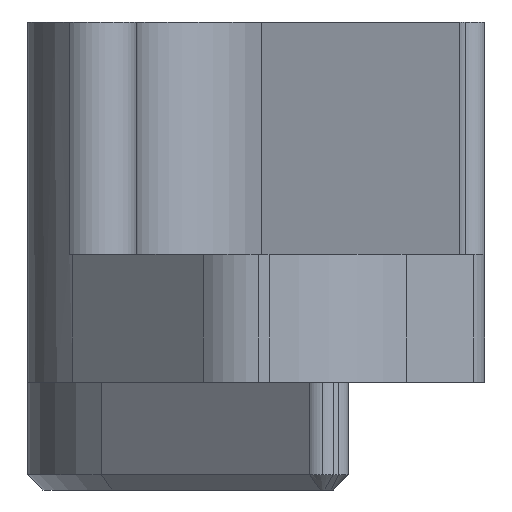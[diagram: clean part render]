
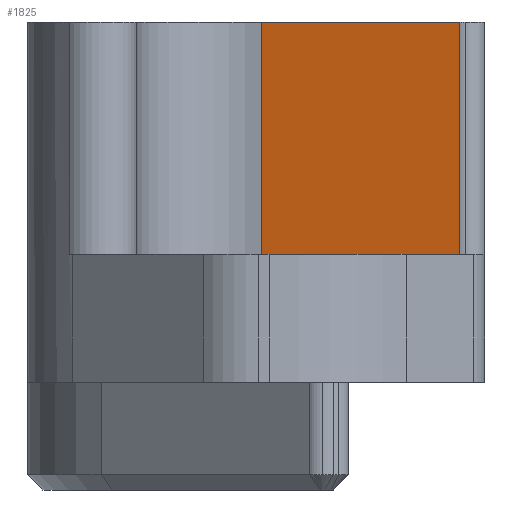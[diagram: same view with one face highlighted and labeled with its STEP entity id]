
A CAD part, left-side view. The second image highlights one B-rep face of the part: STEP entity #1825.
In plain terms, the highlighted planar face has unit normal (-0.956, 0.292, 0).
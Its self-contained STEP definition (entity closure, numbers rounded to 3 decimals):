
#51 = CARTESIAN_POINT ( 'NONE',  ( -10.685, -24.848, 3.3 ) ) ;
#73 = VERTEX_POINT ( 'NONE', #1220 ) ;
#92 = LINE ( 'NONE', #1129, #2200 ) ;
#143 = ORIENTED_EDGE ( 'NONE', *, *, #245, .T. ) ;
#245 = EDGE_CURVE ( 'NONE', #73, #2349, #2579, .T. ) ;
#539 = DIRECTION ( 'NONE',  ( 0., 0., -1. ) ) ;
#680 = DIRECTION ( 'NONE',  ( 0., 0., 1. ) ) ;
#783 = CARTESIAN_POINT ( 'NONE',  ( -13.381, -33.666, 3.3 ) ) ;
#826 = ORIENTED_EDGE ( 'NONE', *, *, #2525, .T. ) ;
#890 = ORIENTED_EDGE ( 'NONE', *, *, #2467, .F. ) ;
#909 = DIRECTION ( 'NONE',  ( 0., 0., -1. ) ) ;
#953 = VECTOR ( 'NONE', #680, 1000. ) ;
#1040 = AXIS2_PLACEMENT_3D ( 'NONE', #783, #1383, #539 ) ;
#1053 = VERTEX_POINT ( 'NONE', #1446 ) ;
#1129 = CARTESIAN_POINT ( 'NONE',  ( -10.685, -24.848, 3.3 ) ) ;
#1220 = CARTESIAN_POINT ( 'NONE',  ( -12.251, -29.97, 9.3 ) ) ;
#1321 = EDGE_CURVE ( 'NONE', #2349, #2497, #92, .T. ) ;
#1341 = CARTESIAN_POINT ( 'NONE',  ( -13.381, -33.666, 9.3 ) ) ;
#1372 = PLANE ( 'NONE',  #1040 ) ;
#1383 = DIRECTION ( 'NONE',  ( 0.956, -0.292, 0. ) ) ;
#1446 = CARTESIAN_POINT ( 'NONE',  ( -12.251, -29.97, 3.3 ) ) ;
#1711 = CARTESIAN_POINT ( 'NONE',  ( -12.251, -29.97, 3.3 ) ) ;
#1744 = ORIENTED_EDGE ( 'NONE', *, *, #1321, .T. ) ;
#1745 = FACE_OUTER_BOUND ( 'NONE', #2670, .T. ) ;
#1825 = ADVANCED_FACE ( 'NONE', ( #1745 ), #1372, .F. ) ;
#2096 = LINE ( 'NONE', #1711, #953 ) ;
#2108 = CARTESIAN_POINT ( 'NONE',  ( -13.381, -33.666, 3.3 ) ) ;
#2200 = VECTOR ( 'NONE', #909, 1000. ) ;
#2202 = VECTOR ( 'NONE', #2568, 1000. ) ;
#2327 = LINE ( 'NONE', #2108, #2329 ) ;
#2329 = VECTOR ( 'NONE', #2482, 1000. ) ;
#2349 = VERTEX_POINT ( 'NONE', #2654 ) ;
#2467 = EDGE_CURVE ( 'NONE', #1053, #2497, #2327, .T. ) ;
#2482 = DIRECTION ( 'NONE',  ( 0.292, 0.956, 0. ) ) ;
#2497 = VERTEX_POINT ( 'NONE', #51 ) ;
#2525 = EDGE_CURVE ( 'NONE', #1053, #73, #2096, .T. ) ;
#2568 = DIRECTION ( 'NONE',  ( 0.292, 0.956, 0. ) ) ;
#2579 = LINE ( 'NONE', #1341, #2202 ) ;
#2654 = CARTESIAN_POINT ( 'NONE',  ( -10.685, -24.848, 9.3 ) ) ;
#2670 = EDGE_LOOP ( 'NONE', ( #890, #826, #143, #1744 ) ) ;
